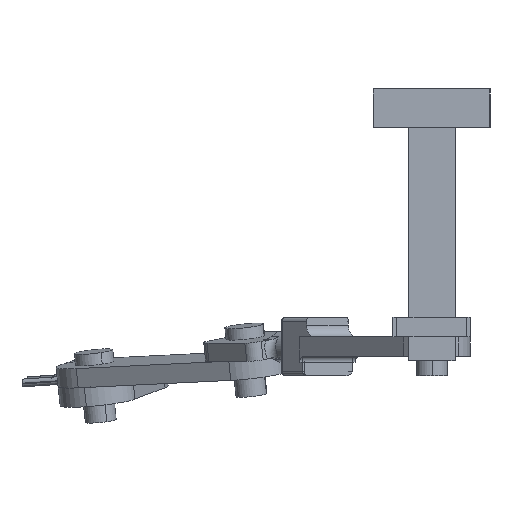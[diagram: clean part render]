
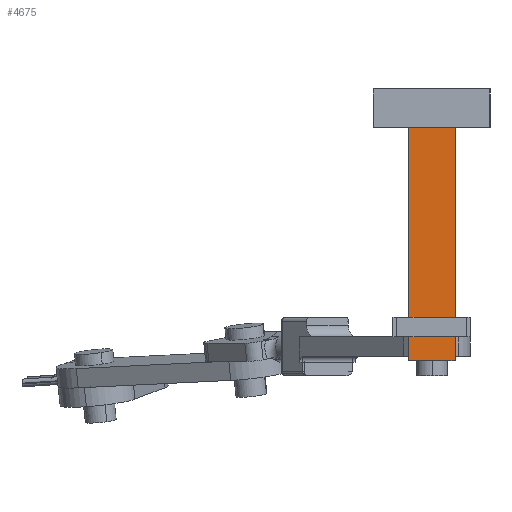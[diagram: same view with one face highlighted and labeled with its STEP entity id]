
A CAD part, left-side view. The second image highlights one B-rep face of the part: STEP entity #4675.
In plain terms, the highlighted planar face has unit normal (-1, 0, 0).
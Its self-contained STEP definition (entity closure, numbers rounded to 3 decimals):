
#1 = VERTEX_POINT ( 'NONE', #3095 ) ;
#68 = CARTESIAN_POINT ( 'NONE',  ( 0., 0., 60. ) ) ;
#78 = DIRECTION ( 'NONE',  ( 0., -1., 0. ) ) ;
#232 = DIRECTION ( 'NONE',  ( 0., 0., -1. ) ) ;
#287 = CARTESIAN_POINT ( 'NONE',  ( 0., 0., 60. ) ) ;
#379 = ORIENTED_EDGE ( 'NONE', *, *, #3359, .T. ) ;
#395 = VECTOR ( 'NONE', #1570, 1000. ) ;
#489 = LINE ( 'NONE', #2547, #4060 ) ;
#543 = AXIS2_PLACEMENT_3D ( 'NONE', #287, #4876, #1127 ) ;
#613 = CARTESIAN_POINT ( 'NONE',  ( 0., 0., 60. ) ) ;
#694 = PLANE ( 'NONE',  #543 ) ;
#1127 = DIRECTION ( 'NONE',  ( 0., 0., -1. ) ) ;
#1185 = CARTESIAN_POINT ( 'NONE',  ( 0., 12., 60. ) ) ;
#1546 = EDGE_CURVE ( 'NONE', #1796, #1912, #5373, .T. ) ;
#1570 = DIRECTION ( 'NONE',  ( 0., 0., -1. ) ) ;
#1599 = DIRECTION ( 'NONE',  ( 0., -1., 0. ) ) ;
#1796 = VERTEX_POINT ( 'NONE', #1185 ) ;
#1912 = VERTEX_POINT ( 'NONE', #613 ) ;
#2547 = CARTESIAN_POINT ( 'NONE',  ( 0., 0., 60. ) ) ;
#2633 = ORIENTED_EDGE ( 'NONE', *, *, #5423, .F. ) ;
#2739 = EDGE_CURVE ( 'NONE', #2913, #1, #2785, .T. ) ;
#2785 = LINE ( 'NONE', #5164, #4342 ) ;
#2913 = VERTEX_POINT ( 'NONE', #5395 ) ;
#2919 = CARTESIAN_POINT ( 'NONE',  ( 0., 12., 60. ) ) ;
#3095 = CARTESIAN_POINT ( 'NONE',  ( 0., 0., 0. ) ) ;
#3359 = EDGE_CURVE ( 'NONE', #1796, #2913, #3819, .T. ) ;
#3543 = FACE_OUTER_BOUND ( 'NONE', #4166, .T. ) ;
#3819 = LINE ( 'NONE', #2919, #395 ) ;
#4060 = VECTOR ( 'NONE', #232, 1000. ) ;
#4166 = EDGE_LOOP ( 'NONE', ( #5849, #2633, #4561, #379 ) ) ;
#4342 = VECTOR ( 'NONE', #78, 1000. ) ;
#4561 = ORIENTED_EDGE ( 'NONE', *, *, #1546, .F. ) ;
#4675 = ADVANCED_FACE ( 'NONE', ( #3543 ), #694, .F. ) ;
#4876 = DIRECTION ( 'NONE',  ( 1., 0., 0. ) ) ;
#4931 = VECTOR ( 'NONE', #1599, 1000. ) ;
#5164 = CARTESIAN_POINT ( 'NONE',  ( 0., 0., 0. ) ) ;
#5373 = LINE ( 'NONE', #68, #4931 ) ;
#5395 = CARTESIAN_POINT ( 'NONE',  ( 0., 12., 0. ) ) ;
#5423 = EDGE_CURVE ( 'NONE', #1912, #1, #489, .T. ) ;
#5849 = ORIENTED_EDGE ( 'NONE', *, *, #2739, .T. ) ;
